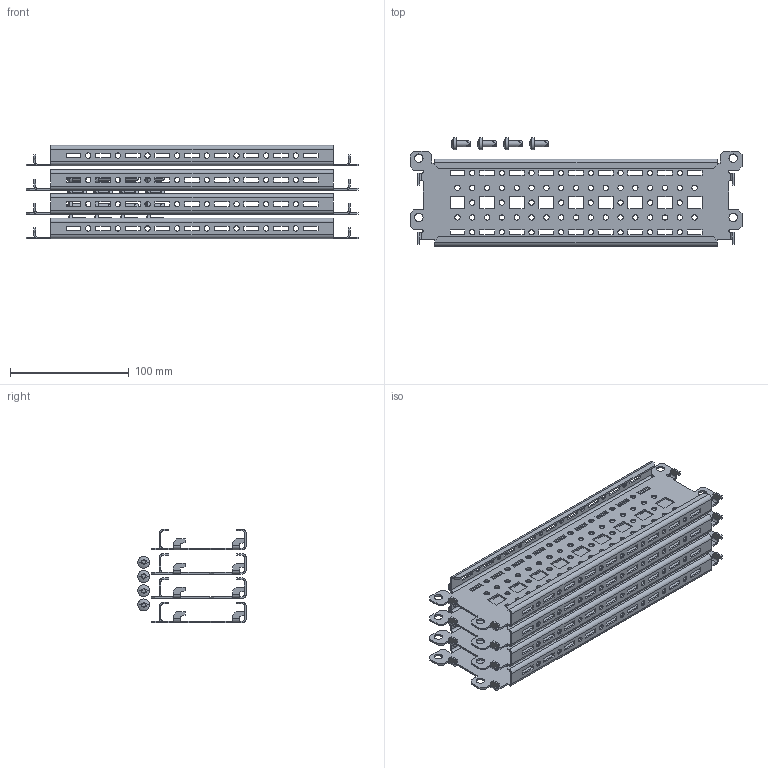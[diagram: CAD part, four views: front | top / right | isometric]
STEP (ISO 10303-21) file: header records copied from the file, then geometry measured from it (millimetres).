
FILE_DESCRIPTION (( 'STEP AP203' ), '1' );
FILE_NAME ('U0253350702 Êîìïëåêò ñòîåê äëÿ âíóòðåííåãî ìîíòàæà UC2_UC2M 00.35 (4øò) (000.801.047-02).STEP', '2022-04-29T05:50:24', ( '' ), ( '' ), 'SwSTEP 2.0', 'SolidWorks 2017', '' );
FILE_SCHEMA (( 'CONFIG_CONTROL_DESIGN' ));
Length unit declared in the file: millimetre
Products named in the file (3): 025-155 砑鳧罻_02; Âèíò DIN 7500 C TORX_Œ5å12; U0253350702 Êîìïëåêò ñòîåê äëÿ âíóòðåííåãî ìîíòàæà UC2_UC2M 00.35 (4øò) (000.801.047-02)
Assembly tree (20 placements, depth 2):
  U0253350702 Êîìïëåêò ñòîåê äëÿ âíóòðåííåãî ìîíòàæà UC2_UC2M 00.35 (4øò) (000.801.047-02)
    025-155 砑鳧罻_02  x4
    Âèíò DIN 7500 C TORX_Œ5å12  x16
Bounding box: 280 x 91.3 x 78.78 mm (x, y, z)
Volume: 147680.3 mm3; surface area: 228953.8 mm2
Topology: 20 solids, 20 shells, 2520 faces, 7104 edges, 4640 vertices
Faces by surface type: plane 1424, cylinder 1000, cone 64, sphere 32
Entity records: 17869 total; most frequent: CARTESIAN_POINT 3030, ORIENTED_EDGE 2880, DIRECTION 2877, EDGE_CURVE 1440, LINE 1015, VECTOR 1015, VERTEX_POINT 938, AXIS2_PLACEMENT_3D 931
